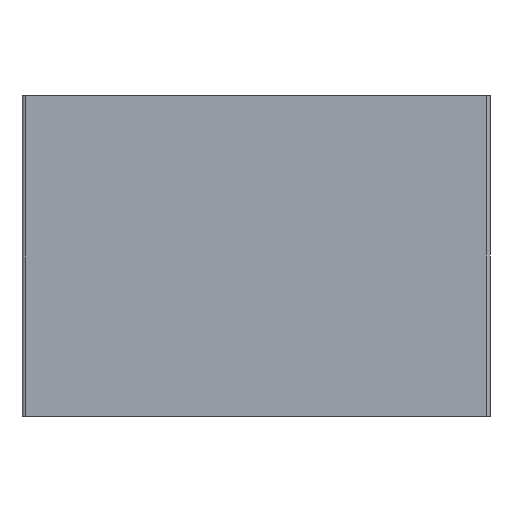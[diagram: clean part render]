
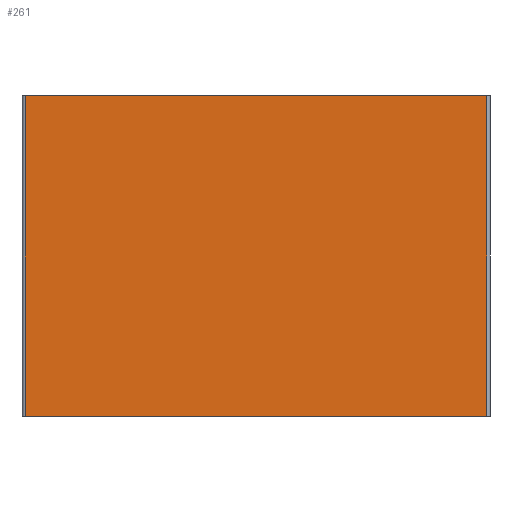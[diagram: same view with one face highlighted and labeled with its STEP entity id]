
A CAD part, front view. The second image highlights one B-rep face of the part: STEP entity #261.
In plain terms, the highlighted planar face has unit normal (0, -1, 0).
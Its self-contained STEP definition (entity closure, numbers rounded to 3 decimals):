
#35 = VERTEX_POINT ( 'NONE', #606 ) ;
#39 = VERTEX_POINT ( 'NONE', #418 ) ;
#42 = LINE ( 'NONE', #294, #810 ) ;
#80 = EDGE_CURVE ( 'NONE', #407, #39, #530, .T. ) ;
#102 = AXIS2_PLACEMENT_3D ( 'NONE', #263, #107, #542 ) ;
#107 = DIRECTION ( 'NONE',  ( 0., 1., 0. ) ) ;
#118 = VECTOR ( 'NONE', #1164, 1000. ) ;
#143 = CARTESIAN_POINT ( 'NONE',  ( -115., -1., -80. ) ) ;
#161 = DIRECTION ( 'NONE',  ( -1., 0., 0. ) ) ;
#197 = PLANE ( 'NONE',  #102 ) ;
#220 = ORIENTED_EDGE ( 'NONE', *, *, #80, .F. ) ;
#261 = ADVANCED_FACE ( 'NONE', ( #628 ), #197, .F. ) ;
#263 = CARTESIAN_POINT ( 'NONE',  ( 0., -1., 0. ) ) ;
#279 = ORIENTED_EDGE ( 'NONE', *, *, #459, .F. ) ;
#294 = CARTESIAN_POINT ( 'NONE',  ( -150., -1., 80. ) ) ;
#312 = ORIENTED_EDGE ( 'NONE', *, *, #564, .T. ) ;
#316 = ORIENTED_EDGE ( 'NONE', *, *, #715, .F. ) ;
#327 = CARTESIAN_POINT ( 'NONE',  ( -115., -1., 0. ) ) ;
#407 = VERTEX_POINT ( 'NONE', #474 ) ;
#418 = CARTESIAN_POINT ( 'NONE',  ( 115., -1., -80. ) ) ;
#459 = EDGE_CURVE ( 'NONE', #39, #516, #1071, .T. ) ;
#474 = CARTESIAN_POINT ( 'NONE',  ( 115., -1., 80. ) ) ;
#490 = VECTOR ( 'NONE', #161, 1000. ) ;
#516 = VERTEX_POINT ( 'NONE', #143 ) ;
#530 = LINE ( 'NONE', #1080, #118 ) ;
#542 = DIRECTION ( 'NONE',  ( 0., 0., 1. ) ) ;
#564 = EDGE_CURVE ( 'NONE', #35, #516, #592, .T. ) ;
#592 = LINE ( 'NONE', #327, #933 ) ;
#606 = CARTESIAN_POINT ( 'NONE',  ( -115., -1., 80. ) ) ;
#628 = FACE_OUTER_BOUND ( 'NONE', #1020, .T. ) ;
#715 = EDGE_CURVE ( 'NONE', #35, #407, #42, .T. ) ;
#810 = VECTOR ( 'NONE', #1038, 1000. ) ;
#933 = VECTOR ( 'NONE', #1060, 1000. ) ;
#967 = CARTESIAN_POINT ( 'NONE',  ( -150., -1., -80. ) ) ;
#1020 = EDGE_LOOP ( 'NONE', ( #220, #316, #312, #279 ) ) ;
#1038 = DIRECTION ( 'NONE',  ( 1., 0., 0. ) ) ;
#1060 = DIRECTION ( 'NONE',  ( 0., 0., -1. ) ) ;
#1071 = LINE ( 'NONE', #967, #490 ) ;
#1080 = CARTESIAN_POINT ( 'NONE',  ( 115., -1., 0. ) ) ;
#1164 = DIRECTION ( 'NONE',  ( 0., 0., -1. ) ) ;
